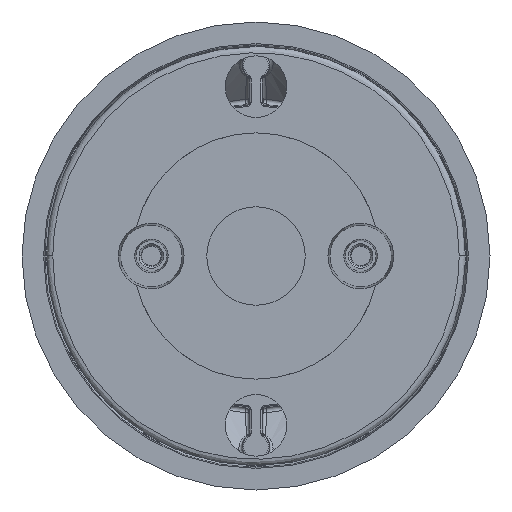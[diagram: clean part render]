
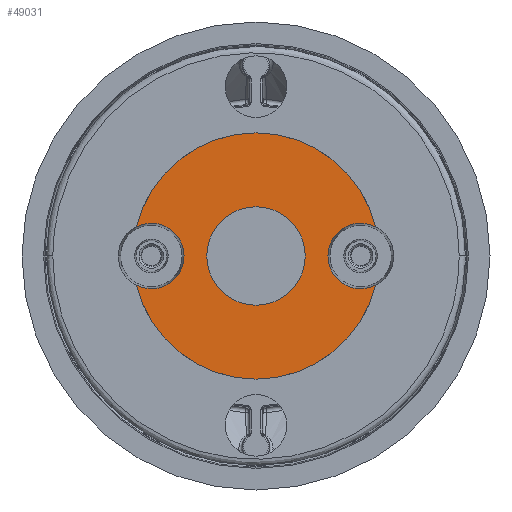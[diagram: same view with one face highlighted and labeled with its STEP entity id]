
A CAD part, front view. The second image highlights one B-rep face of the part: STEP entity #49031.
In plain terms, the highlighted planar face has unit normal (0, -1, 0).
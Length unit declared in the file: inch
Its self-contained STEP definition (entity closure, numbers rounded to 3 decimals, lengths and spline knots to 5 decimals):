
#452 = DIRECTION ( 'NONE',  ( -1., 0., 0. ) ) ;
#2384 = DIRECTION ( 'NONE',  ( -1., 0., 0. ) ) ;
#2752 = CARTESIAN_POINT ( 'NONE',  ( 0., 0.01575, -0.51181 ) ) ;
#2962 = VERTEX_POINT ( 'NONE', #44397 ) ;
#4372 = EDGE_CURVE ( 'NONE', #11236, #48364, #32794, .T. ) ;
#4834 = DIRECTION ( 'NONE',  ( 0., 1., 0. ) ) ;
#5258 = CIRCLE ( 'NONE', #23605, 0.20925 ) ;
#5299 = AXIS2_PLACEMENT_3D ( 'NONE', #31585, #5590, #35941 ) ;
#5590 = DIRECTION ( 'NONE',  ( 0., 1., 0. ) ) ;
#6030 = FACE_BOUND ( 'NONE', #16958, .T. ) ;
#6317 = AXIS2_PLACEMENT_3D ( 'NONE', #9188, #39558, #13567 ) ;
#6463 = CARTESIAN_POINT ( 'NONE',  ( 0., 0.01575, -1.29921 ) ) ;
#9007 = CIRCLE ( 'NONE', #43028, 0.20925 ) ;
#9188 = CARTESIAN_POINT ( 'NONE',  ( -0.66929, 0.01575, -1.29921 ) ) ;
#10003 = AXIS2_PLACEMENT_3D ( 'NONE', #22742, #53185, #27119 ) ;
#10687 = VERTEX_POINT ( 'NONE', #18828 ) ;
#10816 = DIRECTION ( 'NONE',  ( 0., 0., 1. ) ) ;
#11236 = VERTEX_POINT ( 'NONE', #14601 ) ;
#12362 = CIRCLE ( 'NONE', #5299, 0.31496 ) ;
#12919 = DIRECTION ( 'NONE',  ( 0., -1., 0. ) ) ;
#13129 = CIRCLE ( 'NONE', #43696, 0.7874 ) ;
#13567 = DIRECTION ( 'NONE',  ( -1., 0., 0. ) ) ;
#14601 = CARTESIAN_POINT ( 'NONE',  ( -0.76511, 0.01575, -1.11319 ) ) ;
#14619 = CARTESIAN_POINT ( 'NONE',  ( 0., 0.01575, -1.29921 ) ) ;
#14906 = EDGE_CURVE ( 'NONE', #24132, #30508, #5258, .T. ) ;
#16767 = AXIS2_PLACEMENT_3D ( 'NONE', #30826, #4834, #35160 ) ;
#16958 = EDGE_LOOP ( 'NONE', ( #27903, #16967 ) ) ;
#16967 = ORIENTED_EDGE ( 'NONE', *, *, #43781, .T. ) ;
#17293 = CARTESIAN_POINT ( 'NONE',  ( 0., 0.01575, -1.61417 ) ) ;
#17567 = FACE_OUTER_BOUND ( 'NONE', #42108, .T. ) ;
#17958 = CARTESIAN_POINT ( 'NONE',  ( -0.46004, 0.01575, -1.29921 ) ) ;
#18319 = EDGE_CURVE ( 'NONE', #2962, #10687, #47908, .T. ) ;
#18828 = CARTESIAN_POINT ( 'NONE',  ( 0.76511, 0.01575, -1.48524 ) ) ;
#18956 = DIRECTION ( 'NONE',  ( 0., 0., 1. ) ) ;
#20559 = DIRECTION ( 'NONE',  ( 0., -1., 0. ) ) ;
#21330 = EDGE_CURVE ( 'NONE', #10687, #24132, #49877, .T. ) ;
#21635 = VERTEX_POINT ( 'NONE', #17293 ) ;
#21822 = EDGE_CURVE ( 'NONE', #54787, #11236, #13129, .T. ) ;
#22742 = CARTESIAN_POINT ( 'NONE',  ( 0., 0.01575, -1.29921 ) ) ;
#22870 = EDGE_CURVE ( 'NONE', #30508, #54787, #53853, .T. ) ;
#23605 = AXIS2_PLACEMENT_3D ( 'NONE', #54456, #28390, #2384 ) ;
#24101 = AXIS2_PLACEMENT_3D ( 'NONE', #55160, #20559, #50994 ) ;
#24132 = VERTEX_POINT ( 'NONE', #25782 ) ;
#24862 = EDGE_CURVE ( 'NONE', #30723, #21635, #25644, .T. ) ;
#25544 = ORIENTED_EDGE ( 'NONE', *, *, #21330, .T. ) ;
#25644 = CIRCLE ( 'NONE', #10003, 0.31496 ) ;
#25782 = CARTESIAN_POINT ( 'NONE',  ( 0.46004, 0.01575, -1.29921 ) ) ;
#26470 = DIRECTION ( 'NONE',  ( 0., 1., 0. ) ) ;
#27119 = DIRECTION ( 'NONE',  ( 0., 0., 1. ) ) ;
#27903 = ORIENTED_EDGE ( 'NONE', *, *, #24862, .T. ) ;
#28390 = DIRECTION ( 'NONE',  ( 0., 1., 0. ) ) ;
#30508 = VERTEX_POINT ( 'NONE', #34137 ) ;
#30723 = VERTEX_POINT ( 'NONE', #31831 ) ;
#30826 = CARTESIAN_POINT ( 'NONE',  ( 0.66929, 0.01575, -1.29921 ) ) ;
#31585 = CARTESIAN_POINT ( 'NONE',  ( 0., 0.01575, -1.29921 ) ) ;
#31831 = CARTESIAN_POINT ( 'NONE',  ( 0., 0.01575, -0.98425 ) ) ;
#32276 = EDGE_CURVE ( 'NONE', #48364, #2962, #9007, .T. ) ;
#32794 = CIRCLE ( 'NONE', #6317, 0.20925 ) ;
#33448 = PLANE ( 'NONE',  #24101 ) ;
#34137 = CARTESIAN_POINT ( 'NONE',  ( 0.76511, 0.01575, -1.11319 ) ) ;
#34360 = ORIENTED_EDGE ( 'NONE', *, *, #4372, .T. ) ;
#35160 = DIRECTION ( 'NONE',  ( -1., 0., 0. ) ) ;
#35941 = DIRECTION ( 'NONE',  ( 0., 0., 1. ) ) ;
#36821 = DIRECTION ( 'NONE',  ( 0., -1., 0. ) ) ;
#37604 = ORIENTED_EDGE ( 'NONE', *, *, #18319, .T. ) ;
#38926 = CARTESIAN_POINT ( 'NONE',  ( 0., 0.01575, -1.29921 ) ) ;
#39558 = DIRECTION ( 'NONE',  ( 0., 1., 0. ) ) ;
#40751 = ORIENTED_EDGE ( 'NONE', *, *, #14906, .T. ) ;
#42000 = AXIS2_PLACEMENT_3D ( 'NONE', #38926, #12919, #43292 ) ;
#42108 = EDGE_LOOP ( 'NONE', ( #37604, #25544, #40751, #53521, #54051, #34360, #51444 ) ) ;
#43028 = AXIS2_PLACEMENT_3D ( 'NONE', #52549, #26470, #452 ) ;
#43292 = DIRECTION ( 'NONE',  ( 0., 0., 1. ) ) ;
#43430 = AXIS2_PLACEMENT_3D ( 'NONE', #6463, #36821, #10816 ) ;
#43696 = AXIS2_PLACEMENT_3D ( 'NONE', #14619, #44993, #18956 ) ;
#43781 = EDGE_CURVE ( 'NONE', #21635, #30723, #12362, .T. ) ;
#44397 = CARTESIAN_POINT ( 'NONE',  ( -0.76511, 0.01575, -1.48524 ) ) ;
#44993 = DIRECTION ( 'NONE',  ( 0., -1., 0. ) ) ;
#47908 = CIRCLE ( 'NONE', #43430, 0.7874 ) ;
#48364 = VERTEX_POINT ( 'NONE', #17958 ) ;
#49031 = ADVANCED_FACE ( 'NONE', ( #6030, #17567 ), #33448, .T. ) ;
#49877 = CIRCLE ( 'NONE', #16767, 0.20925 ) ;
#50994 = DIRECTION ( 'NONE',  ( 0., 0., -1. ) ) ;
#51444 = ORIENTED_EDGE ( 'NONE', *, *, #32276, .T. ) ;
#52549 = CARTESIAN_POINT ( 'NONE',  ( -0.66929, 0.01575, -1.29921 ) ) ;
#53185 = DIRECTION ( 'NONE',  ( 0., 1., 0. ) ) ;
#53521 = ORIENTED_EDGE ( 'NONE', *, *, #22870, .T. ) ;
#53853 = CIRCLE ( 'NONE', #42000, 0.7874 ) ;
#54051 = ORIENTED_EDGE ( 'NONE', *, *, #21822, .T. ) ;
#54456 = CARTESIAN_POINT ( 'NONE',  ( 0.66929, 0.01575, -1.29921 ) ) ;
#54787 = VERTEX_POINT ( 'NONE', #2752 ) ;
#55160 = CARTESIAN_POINT ( 'NONE',  ( -0.31496, 0.01575, -1.29921 ) ) ;
